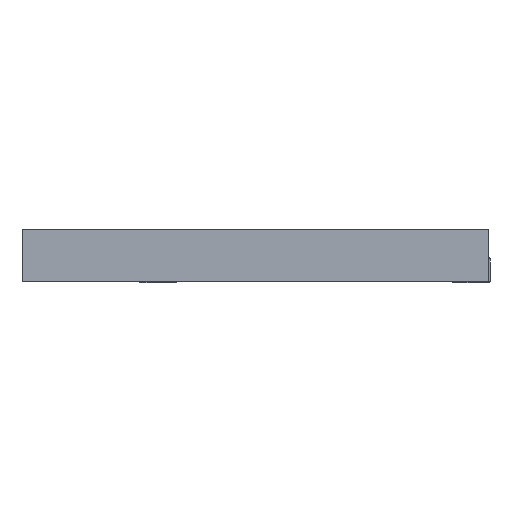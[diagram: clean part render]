
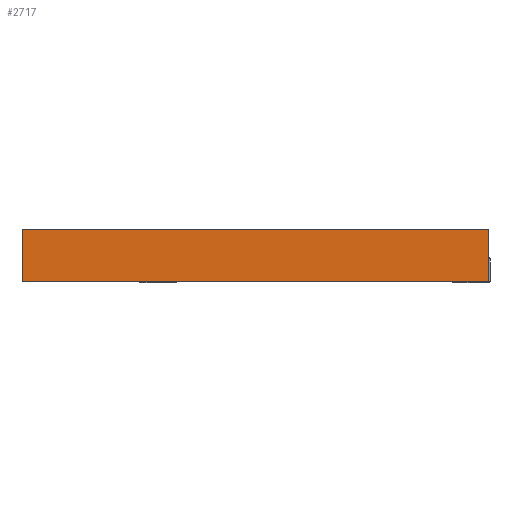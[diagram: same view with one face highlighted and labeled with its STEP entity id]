
A CAD part, left-side view. The second image highlights one B-rep face of the part: STEP entity #2717.
In plain terms, the highlighted planar face has unit normal (-1, 0, 0).
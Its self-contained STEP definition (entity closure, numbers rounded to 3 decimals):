
#216 = FACE_OUTER_BOUND ( 'NONE', #5265, .T. ) ;
#369 = CARTESIAN_POINT ( 'NONE',  ( -8.2, 7.85, 1.75 ) ) ;
#551 = CARTESIAN_POINT ( 'NONE',  ( -8.2, -7.85, 1.75 ) ) ;
#714 = CARTESIAN_POINT ( 'NONE',  ( -8.2, -7.85, 1.75 ) ) ;
#743 = CARTESIAN_POINT ( 'NONE',  ( -8.2, 7.85, 1.75 ) ) ;
#1177 = EDGE_CURVE ( 'NONE', #2578, #2286, #5702, .T. ) ;
#1243 = EDGE_CURVE ( 'NONE', #5559, #2286, #5494, .T. ) ;
#1285 = CARTESIAN_POINT ( 'NONE',  ( -8.2, 7.85, 0. ) ) ;
#1475 = LINE ( 'NONE', #369, #4112 ) ;
#2286 = VERTEX_POINT ( 'NONE', #551 ) ;
#2578 = VERTEX_POINT ( 'NONE', #3996 ) ;
#2607 = VERTEX_POINT ( 'NONE', #1285 ) ;
#2617 = ORIENTED_EDGE ( 'NONE', *, *, #1177, .F. ) ;
#2686 = AXIS2_PLACEMENT_3D ( 'NONE', #743, #3832, #5495 ) ;
#2717 = ADVANCED_FACE ( 'NONE', ( #216 ), #3442, .F. ) ;
#2866 = ORIENTED_EDGE ( 'NONE', *, *, #3763, .T. ) ;
#2928 = DIRECTION ( 'NONE',  ( 0., 0., 1. ) ) ;
#2935 = CARTESIAN_POINT ( 'NONE',  ( -8.2, 7.85, 0. ) ) ;
#3135 = CARTESIAN_POINT ( 'NONE',  ( -8.2, 7.85, 1.75 ) ) ;
#3142 = VECTOR ( 'NONE', #2928, 1000. ) ;
#3442 = PLANE ( 'NONE',  #2686 ) ;
#3763 = EDGE_CURVE ( 'NONE', #2607, #5559, #4201, .T. ) ;
#3832 = DIRECTION ( 'NONE',  ( 1., 0., 0. ) ) ;
#3996 = CARTESIAN_POINT ( 'NONE',  ( -8.2, 7.85, 1.75 ) ) ;
#4112 = VECTOR ( 'NONE', #4815, 1000. ) ;
#4201 = LINE ( 'NONE', #2935, #4688 ) ;
#4235 = EDGE_CURVE ( 'NONE', #2607, #2578, #1475, .T. ) ;
#4614 = ORIENTED_EDGE ( 'NONE', *, *, #1243, .T. ) ;
#4688 = VECTOR ( 'NONE', #5584, 1000. ) ;
#4739 = DIRECTION ( 'NONE',  ( 0., -1., 0. ) ) ;
#4749 = CARTESIAN_POINT ( 'NONE',  ( -8.2, -7.85, 0. ) ) ;
#4815 = DIRECTION ( 'NONE',  ( 0., 0., 1. ) ) ;
#5265 = EDGE_LOOP ( 'NONE', ( #2617, #5459, #2866, #4614 ) ) ;
#5292 = VECTOR ( 'NONE', #4739, 1000. ) ;
#5459 = ORIENTED_EDGE ( 'NONE', *, *, #4235, .F. ) ;
#5494 = LINE ( 'NONE', #714, #3142 ) ;
#5495 = DIRECTION ( 'NONE',  ( 0., 0., -1. ) ) ;
#5559 = VERTEX_POINT ( 'NONE', #4749 ) ;
#5584 = DIRECTION ( 'NONE',  ( 0., -1., 0. ) ) ;
#5702 = LINE ( 'NONE', #3135, #5292 ) ;
